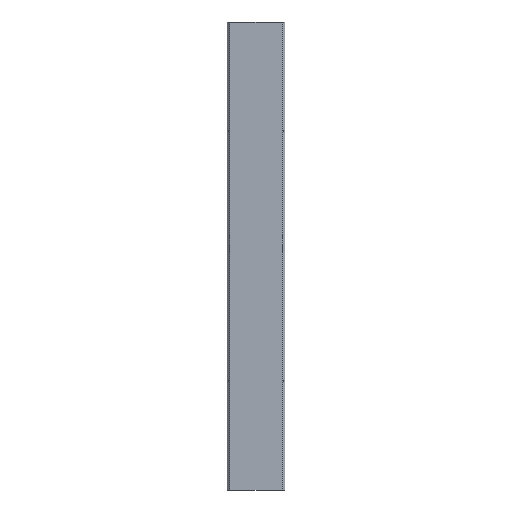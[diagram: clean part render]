
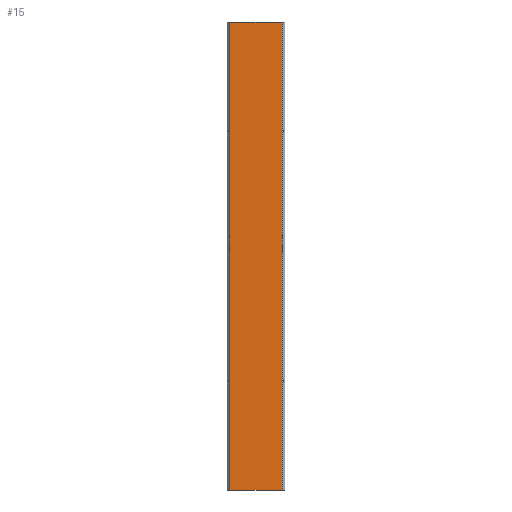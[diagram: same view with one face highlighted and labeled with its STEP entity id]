
A CAD part, front view. The second image highlights one B-rep face of the part: STEP entity #15.
In plain terms, the highlighted planar face has unit normal (0, -1, 0).
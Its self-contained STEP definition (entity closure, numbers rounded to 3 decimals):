
#15 = ADVANCED_FACE ( 'NONE', ( #1093 ), #692, .T. ) ;
#25 = CARTESIAN_POINT ( 'NONE',  ( -168., 0., -1500. ) ) ;
#45 = LINE ( 'NONE', #25, #540 ) ;
#50 = EDGE_CURVE ( 'NONE', #143, #832, #76, .T. ) ;
#76 = LINE ( 'NONE', #458, #1032 ) ;
#143 = VERTEX_POINT ( 'NONE', #321 ) ;
#144 = AXIS2_PLACEMENT_3D ( 'NONE', #599, #1065, #500 ) ;
#170 = EDGE_CURVE ( 'NONE', #224, #314, #1186, .T. ) ;
#182 = CARTESIAN_POINT ( 'NONE',  ( 167.379, 0., -1500. ) ) ;
#224 = VERTEX_POINT ( 'NONE', #739 ) ;
#254 = ORIENTED_EDGE ( 'NONE', *, *, #394, .T. ) ;
#314 = VERTEX_POINT ( 'NONE', #182 ) ;
#321 = CARTESIAN_POINT ( 'NONE',  ( -167.379, 0., 1500. ) ) ;
#371 = DIRECTION ( 'NONE',  ( 0., 0., -1. ) ) ;
#376 = VECTOR ( 'NONE', #1130, 1000. ) ;
#394 = EDGE_CURVE ( 'NONE', #224, #143, #672, .T. ) ;
#458 = CARTESIAN_POINT ( 'NONE',  ( -167.379, 0., 1500. ) ) ;
#500 = DIRECTION ( 'NONE',  ( 0., 0., -1. ) ) ;
#508 = EDGE_LOOP ( 'NONE', ( #975, #532, #254, #901 ) ) ;
#531 = VECTOR ( 'NONE', #714, 1000. ) ;
#532 = ORIENTED_EDGE ( 'NONE', *, *, #170, .F. ) ;
#540 = VECTOR ( 'NONE', #1025, 1000. ) ;
#599 = CARTESIAN_POINT ( 'NONE',  ( -168., 0., 1500. ) ) ;
#672 = LINE ( 'NONE', #1083, #531 ) ;
#692 = PLANE ( 'NONE',  #144 ) ;
#714 = DIRECTION ( 'NONE',  ( -1., 0., 0. ) ) ;
#739 = CARTESIAN_POINT ( 'NONE',  ( 167.379, 0., 1500. ) ) ;
#832 = VERTEX_POINT ( 'NONE', #850 ) ;
#850 = CARTESIAN_POINT ( 'NONE',  ( -167.379, 0., -1500. ) ) ;
#901 = ORIENTED_EDGE ( 'NONE', *, *, #50, .T. ) ;
#975 = ORIENTED_EDGE ( 'NONE', *, *, #1054, .F. ) ;
#1025 = DIRECTION ( 'NONE',  ( -1., 0., 0. ) ) ;
#1032 = VECTOR ( 'NONE', #371, 1000. ) ;
#1054 = EDGE_CURVE ( 'NONE', #314, #832, #45, .T. ) ;
#1065 = DIRECTION ( 'NONE',  ( 0., -1., 0. ) ) ;
#1083 = CARTESIAN_POINT ( 'NONE',  ( -168., 0., 1500. ) ) ;
#1093 = FACE_OUTER_BOUND ( 'NONE', #508, .T. ) ;
#1130 = DIRECTION ( 'NONE',  ( 0., 0., -1. ) ) ;
#1161 = CARTESIAN_POINT ( 'NONE',  ( 167.379, 0., 1500. ) ) ;
#1186 = LINE ( 'NONE', #1161, #376 ) ;
